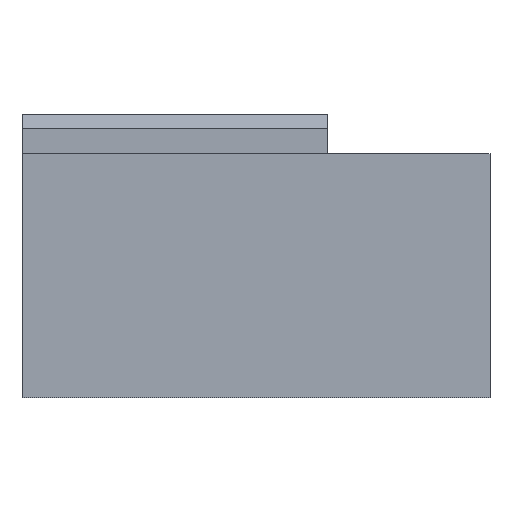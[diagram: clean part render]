
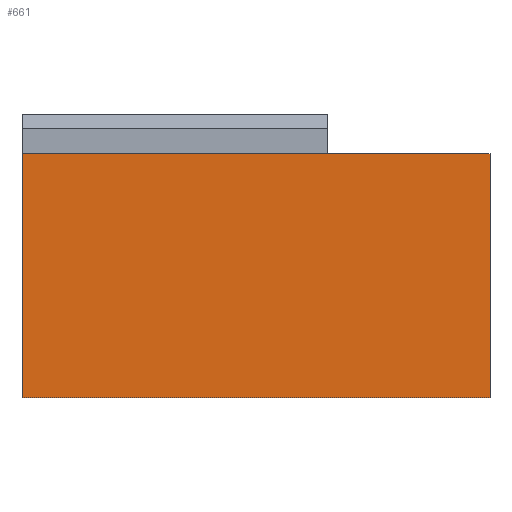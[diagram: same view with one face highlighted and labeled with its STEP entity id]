
A CAD part, left-side view. The second image highlights one B-rep face of the part: STEP entity #661.
In plain terms, the highlighted planar face has unit normal (-1, 0, 0).
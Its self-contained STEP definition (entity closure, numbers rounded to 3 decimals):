
#38=PLANE('',#731);
#78=FACE_OUTER_BOUND('',#112,.T.);
#112=EDGE_LOOP('',(#599,#600,#601,#602));
#151=LINE('',#1045,#225);
#160=LINE('',#1064,#234);
#184=LINE('',#1112,#258);
#187=LINE('',#1120,#261);
#225=VECTOR('',#826,10.);
#234=VECTOR('',#847,10.);
#258=VECTOR('',#895,10.);
#261=VECTOR('',#906,10.);
#321=VERTEX_POINT('',#1042);
#322=VERTEX_POINT('',#1044);
#326=VERTEX_POINT('',#1062);
#338=VERTEX_POINT('',#1109);
#395=EDGE_CURVE('',#322,#321,#151,.T.);
#405=EDGE_CURVE('',#321,#326,#160,.T.);
#429=EDGE_CURVE('',#338,#322,#184,.T.);
#433=EDGE_CURVE('',#338,#326,#187,.T.);
#599=ORIENTED_EDGE('',*,*,#429,.T.);
#600=ORIENTED_EDGE('',*,*,#395,.T.);
#601=ORIENTED_EDGE('',*,*,#405,.T.);
#602=ORIENTED_EDGE('',*,*,#433,.F.);
#661=ADVANCED_FACE('',(#78),#38,.T.);
#731=AXIS2_PLACEMENT_3D('',#1119,#904,#905);
#826=DIRECTION('',(0.,0.,1.));
#847=DIRECTION('',(0.,1.,0.));
#895=DIRECTION('',(0.,-1.,0.));
#904=DIRECTION('center_axis',(-1.,0.,0.));
#905=DIRECTION('ref_axis',(0.,0.,1.));
#906=DIRECTION('',(0.,0.,1.));
#1042=CARTESIAN_POINT('',(-10.,0.,10.));
#1044=CARTESIAN_POINT('',(-10.,0.,-8.));
#1045=CARTESIAN_POINT('',(-10.,0.,-10.));
#1062=CARTESIAN_POINT('',(-10.,34.5,10.));
#1064=CARTESIAN_POINT('',(-10.,0.,10.));
#1109=CARTESIAN_POINT('',(-10.,34.5,-8.));
#1112=CARTESIAN_POINT('',(-10.,0.,-8.));
#1119=CARTESIAN_POINT('Origin',(-10.,0.,-10.));
#1120=CARTESIAN_POINT('',(-10.,34.5,-10.));
